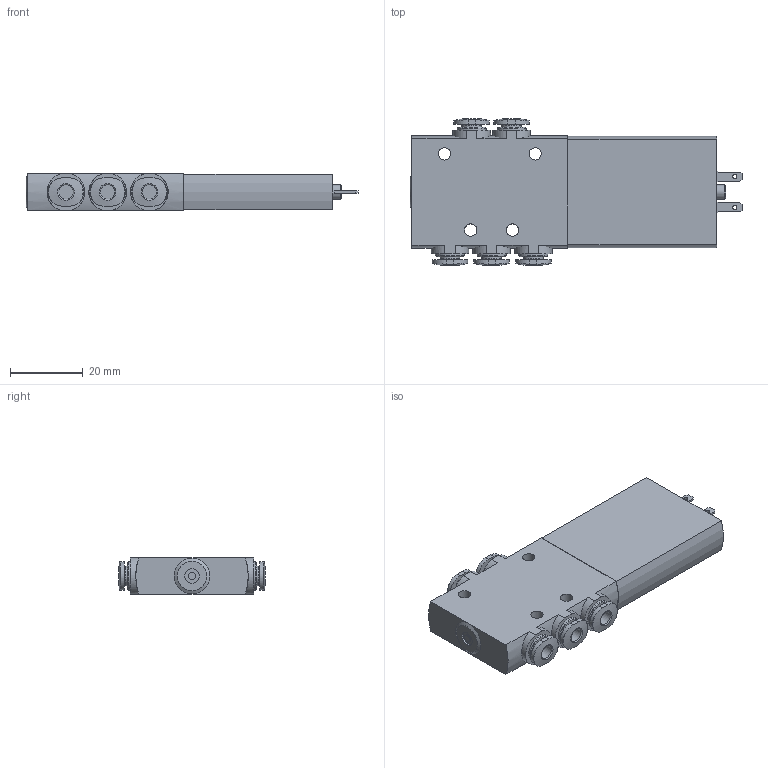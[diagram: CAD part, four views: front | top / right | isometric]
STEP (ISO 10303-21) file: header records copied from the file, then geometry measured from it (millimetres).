
FILE_DESCRIPTION(/* description */ ('STEP AP214'),/* implementation_level */ '2;1');
FILE_NAME(/* name */ '525117_MHE2-MS1H-5_2-QS-4',/* time_stamp */ '2024-09-03T15:12:38+02:00',/* author */ ('License CC BY-ND 4.0'),/* organization */ ('CADENAS'),/* preprocessor_version */ 'ST-DEVELOPER v19.3',/* originating_system */ 'PARTsolutions',/* authorisation */ ' ');
FILE_SCHEMA (('AUTOMOTIVE_DESIGN {1 0 10303 214 3 1 1}'));
Length unit declared in the file: millimetre
Products named in the file (1): 525117 MHE2-MS1H-5/2-QS-4
Bounding box: 91.5 x 40.4 x 10 mm (x, y, z)
Volume: 25713.7 mm3; surface area: 9419.5 mm2
Topology: 1 solids, 1 shells, 147 faces, 357 edges, 235 vertices
Faces by surface type: plane 60, cylinder 54, torus 20, cone 13
Full cylindrical faces by diameter (mm): 1.2 x2, 1.567 x1, 2 x1, 3.4 x4, 4 x7, 5.4 x5, 8 x5
Entity records: 5162 total; most frequent: CARTESIAN_POINT 886, DIRECTION 644, ORIENTED_EDGE 602, EDGE_CURVE 301, AXIS2_PLACEMENT_3D 255, EDGE_LOOP 230, FACE_BOUND 230, VERTEX_POINT 227
